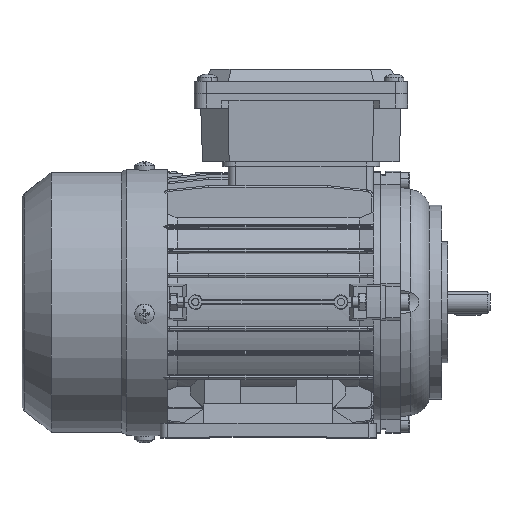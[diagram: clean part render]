
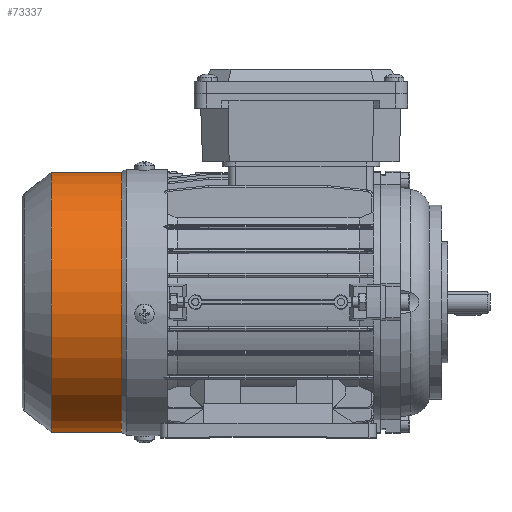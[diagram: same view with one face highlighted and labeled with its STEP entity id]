
A CAD part, top view. The second image highlights one B-rep face of the part: STEP entity #73337.
In plain terms, the highlighted cylindrical face has radius 53.8 mm (diameter 107.6 mm), a partial arc.
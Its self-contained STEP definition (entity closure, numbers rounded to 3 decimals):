
#20087 = CARTESIAN_POINT ( 'NONE',  ( 19., 0., -53.8 ) ) ;
#20089 = CARTESIAN_POINT ( 'NONE',  ( 19., 0., 53.8 ) ) ;
#20090 = DIRECTION ( 'NONE',  ( 0., 0., 1. ) ) ;
#20091 = DIRECTION ( 'NONE',  ( -1., 0., 0. ) ) ;
#20092 = CARTESIAN_POINT ( 'NONE',  ( 19., 0., 0. ) ) ;
#20093 = AXIS2_PLACEMENT_3D ( 'NONE', #20092, #20091, #20090 ) ;
#20094 = CIRCLE ( 'NONE', #20093, 53.8 ) ;
#20128 = DIRECTION ( 'NONE',  ( -1., 0., 0. ) ) ;
#20129 = CARTESIAN_POINT ( 'NONE',  ( 0., 0., 0. ) ) ;
#20130 = AXIS2_PLACEMENT_3D ( 'NONE', #20129, #20128, #20188 ) ;
#20131 = CYLINDRICAL_SURFACE ( 'NONE', #20130, 53.8 ) ;
#20132 = CIRCLE ( 'NONE', #20187, 53.8 ) ;
#20134 = FACE_OUTER_BOUND ( 'NONE', #73339, .T. ) ;
#20171 = DIRECTION ( 'NONE',  ( -1., 0., 0. ) ) ;
#20172 = VECTOR ( 'NONE', #20171, 1000. ) ;
#20173 = CARTESIAN_POINT ( 'NONE',  ( 0., 0., -53.8 ) ) ;
#20174 = LINE ( 'NONE', #20173, #20172 ) ;
#20176 = CARTESIAN_POINT ( 'NONE',  ( 48., 0., -53.8 ) ) ;
#20183 = CARTESIAN_POINT ( 'NONE',  ( 48., 0., 53.8 ) ) ;
#20184 = DIRECTION ( 'NONE',  ( 0., 0., 1. ) ) ;
#20185 = DIRECTION ( 'NONE',  ( -1., 0., 0. ) ) ;
#20186 = CARTESIAN_POINT ( 'NONE',  ( 48., 0., 0. ) ) ;
#20187 = AXIS2_PLACEMENT_3D ( 'NONE', #20186, #20185, #20184 ) ;
#20188 = DIRECTION ( 'NONE',  ( 0., 0., 1. ) ) ;
#20225 = DIRECTION ( 'NONE',  ( -1., 0., 0. ) ) ;
#20226 = VECTOR ( 'NONE', #20225, 1000. ) ;
#20227 = CARTESIAN_POINT ( 'NONE',  ( 0., 0., 53.8 ) ) ;
#20228 = LINE ( 'NONE', #20227, #20226 ) ;
#73288 = EDGE_CURVE ( 'NONE', #73290, #73292, #20094, .T. ) ;
#73290 = VERTEX_POINT ( 'NONE', #20089 ) ;
#73292 = VERTEX_POINT ( 'NONE', #20087 ) ;
#73337 = ADVANCED_FACE ( 'NONE', ( #20134 ), #20131, .T. ) ;
#73339 = EDGE_LOOP ( 'NONE', ( #73341, #73348, #73386, #73388 ) ) ;
#73341 = ORIENTED_EDGE ( 'NONE', *, *, #73342, .T. ) ;
#73342 = EDGE_CURVE ( 'NONE', #73344, #73346, #20132, .T. ) ;
#73344 = VERTEX_POINT ( 'NONE', #20183 ) ;
#73346 = VERTEX_POINT ( 'NONE', #20176 ) ;
#73348 = ORIENTED_EDGE ( 'NONE', *, *, #73350, .T. ) ;
#73350 = EDGE_CURVE ( 'NONE', #73346, #73292, #20174, .T. ) ;
#73386 = ORIENTED_EDGE ( 'NONE', *, *, #73288, .F. ) ;
#73388 = ORIENTED_EDGE ( 'NONE', *, *, #73389, .F. ) ;
#73389 = EDGE_CURVE ( 'NONE', #73344, #73290, #20228, .T. ) ;
